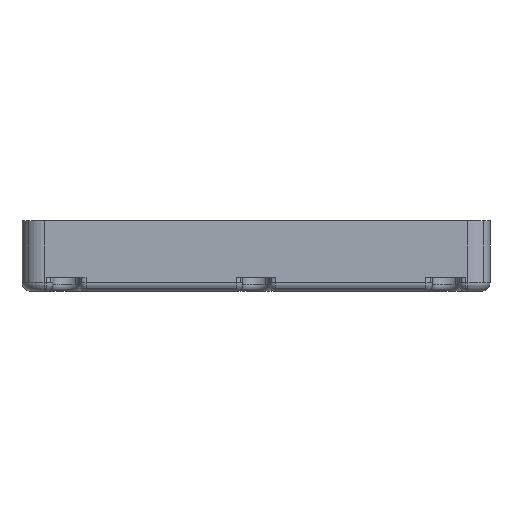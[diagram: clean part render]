
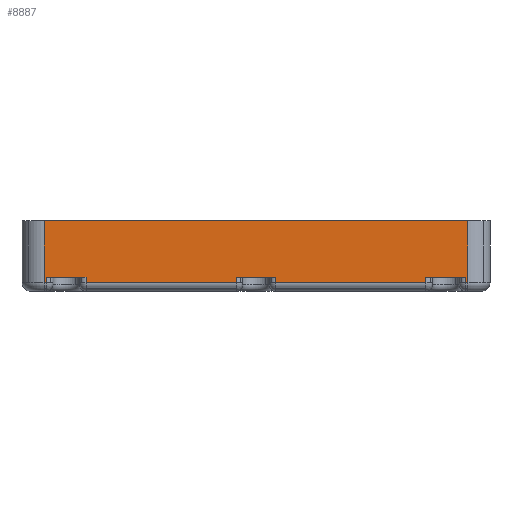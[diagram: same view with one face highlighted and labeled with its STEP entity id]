
A CAD part, left-side view. The second image highlights one B-rep face of the part: STEP entity #8887.
In plain terms, the highlighted planar face has unit normal (-1, 0, 0).
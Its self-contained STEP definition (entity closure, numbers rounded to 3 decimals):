
#73 = EDGE_CURVE ( 'NONE', #1822, #2910, #1428, .T. ) ;
#100 = CARTESIAN_POINT ( 'NONE',  ( -53., 38.5, 3.2 ) ) ;
#105 = VECTOR ( 'NONE', #3286, 1000. ) ;
#141 = CARTESIAN_POINT ( 'NONE',  ( -53., 48., 2. ) ) ;
#243 = CARTESIAN_POINT ( 'NONE',  ( -53., 4.5, 2. ) ) ;
#297 = VECTOR ( 'NONE', #11901, 1000. ) ;
#344 = DIRECTION ( 'NONE',  ( 0., -1., 0. ) ) ;
#435 = ORIENTED_EDGE ( 'NONE', *, *, #8602, .F. ) ;
#651 = ORIENTED_EDGE ( 'NONE', *, *, #3835, .F. ) ;
#808 = EDGE_CURVE ( 'NONE', #2218, #2910, #11456, .T. ) ;
#850 = DIRECTION ( 'NONE',  ( 0., -1., 0. ) ) ;
#891 = VECTOR ( 'NONE', #9018, 1000. ) ;
#1038 = DIRECTION ( 'NONE',  ( -1., 0., 0. ) ) ;
#1072 = VECTOR ( 'NONE', #8232, 1000. ) ;
#1288 = VECTOR ( 'NONE', #5307, 1000. ) ;
#1290 = DIRECTION ( 'NONE',  ( 0., 0., 1. ) ) ;
#1333 = CARTESIAN_POINT ( 'NONE',  ( -53., -4.5, 3.2 ) ) ;
#1428 = LINE ( 'NONE', #3214, #891 ) ;
#1547 = CARTESIAN_POINT ( 'NONE',  ( -53., -53., 16. ) ) ;
#1694 = CARTESIAN_POINT ( 'NONE',  ( -53., -48., 0. ) ) ;
#1784 = LINE ( 'NONE', #9308, #2488 ) ;
#1822 = VERTEX_POINT ( 'NONE', #6660 ) ;
#1883 = EDGE_LOOP ( 'NONE', ( #8794, #9078, #7368, #3522, #11989, #4343, #6030, #7068, #435, #10948, #8572, #8097, #10209, #9798, #8471, #651 ) ) ;
#1964 = CARTESIAN_POINT ( 'NONE',  ( -53., 48., 16. ) ) ;
#1967 = FACE_OUTER_BOUND ( 'NONE', #1883, .T. ) ;
#2101 = AXIS2_PLACEMENT_3D ( 'NONE', #7762, #1038, #3874 ) ;
#2177 = CARTESIAN_POINT ( 'NONE',  ( -53., 48., 0. ) ) ;
#2218 = VERTEX_POINT ( 'NONE', #6224 ) ;
#2488 = VECTOR ( 'NONE', #850, 1000. ) ;
#2493 = VERTEX_POINT ( 'NONE', #243 ) ;
#2624 = CARTESIAN_POINT ( 'NONE',  ( -53., 5., 3.2 ) ) ;
#2651 = EDGE_CURVE ( 'NONE', #10304, #8591, #3204, .T. ) ;
#2792 = VECTOR ( 'NONE', #1290, 1000. ) ;
#2910 = VERTEX_POINT ( 'NONE', #100 ) ;
#3002 = CARTESIAN_POINT ( 'NONE',  ( -53., 48., 3.2 ) ) ;
#3204 = LINE ( 'NONE', #10667, #2792 ) ;
#3214 = CARTESIAN_POINT ( 'NONE',  ( -53., 38.5, 0. ) ) ;
#3283 = CARTESIAN_POINT ( 'NONE',  ( -53., -38.5, 3.2 ) ) ;
#3286 = DIRECTION ( 'NONE',  ( 0., 0., 1. ) ) ;
#3302 = DIRECTION ( 'NONE',  ( 0., 1., 0. ) ) ;
#3351 = LINE ( 'NONE', #8223, #5639 ) ;
#3372 = VECTOR ( 'NONE', #3302, 1000. ) ;
#3522 = ORIENTED_EDGE ( 'NONE', *, *, #3814, .F. ) ;
#3676 = CARTESIAN_POINT ( 'NONE',  ( -53., 47.5, 0. ) ) ;
#3810 = LINE ( 'NONE', #4920, #11040 ) ;
#3814 = EDGE_CURVE ( 'NONE', #6989, #11883, #5115, .T. ) ;
#3826 = EDGE_CURVE ( 'NONE', #11883, #9416, #9927, .T. ) ;
#3835 = EDGE_CURVE ( 'NONE', #4076, #2493, #10916, .T. ) ;
#3874 = DIRECTION ( 'NONE',  ( 0., -1., 0. ) ) ;
#4048 = EDGE_CURVE ( 'NONE', #4076, #5522, #1784, .T. ) ;
#4076 = VERTEX_POINT ( 'NONE', #9544 ) ;
#4211 = LINE ( 'NONE', #7972, #105 ) ;
#4343 = ORIENTED_EDGE ( 'NONE', *, *, #2651, .F. ) ;
#4476 = DIRECTION ( 'NONE',  ( 0., -1., 0. ) ) ;
#4813 = EDGE_CURVE ( 'NONE', #11016, #5375, #7193, .T. ) ;
#4861 = DIRECTION ( 'NONE',  ( 0., 1., 0. ) ) ;
#4920 = CARTESIAN_POINT ( 'NONE',  ( -53., 26.5, 2. ) ) ;
#4960 = LINE ( 'NONE', #2177, #5036 ) ;
#5019 = DIRECTION ( 'NONE',  ( 0., 0., 1. ) ) ;
#5036 = VECTOR ( 'NONE', #5019, 1000. ) ;
#5115 = LINE ( 'NONE', #11841, #1288 ) ;
#5307 = DIRECTION ( 'NONE',  ( 0., 0., -1. ) ) ;
#5373 = EDGE_CURVE ( 'NONE', #2493, #1822, #3810, .T. ) ;
#5375 = VERTEX_POINT ( 'NONE', #7753 ) ;
#5384 = LINE ( 'NONE', #1547, #10170 ) ;
#5522 = VERTEX_POINT ( 'NONE', #1333 ) ;
#5620 = CARTESIAN_POINT ( 'NONE',  ( -53., -47.5, 2. ) ) ;
#5639 = VECTOR ( 'NONE', #6198, 1000. ) ;
#5655 = EDGE_CURVE ( 'NONE', #2218, #8892, #6528, .T. ) ;
#5739 = PLANE ( 'NONE',  #2101 ) ;
#6018 = EDGE_CURVE ( 'NONE', #6989, #8591, #8234, .T. ) ;
#6030 = ORIENTED_EDGE ( 'NONE', *, *, #7739, .F. ) ;
#6198 = DIRECTION ( 'NONE',  ( 0., 1., 0. ) ) ;
#6211 = CARTESIAN_POINT ( 'NONE',  ( -53., -48., 16. ) ) ;
#6224 = CARTESIAN_POINT ( 'NONE',  ( -53., 47.5, 3.2 ) ) ;
#6528 = LINE ( 'NONE', #3676, #8257 ) ;
#6660 = CARTESIAN_POINT ( 'NONE',  ( -53., 38.5, 2. ) ) ;
#6989 = VERTEX_POINT ( 'NONE', #3283 ) ;
#7031 = CARTESIAN_POINT ( 'NONE',  ( -53., 26.5, 2. ) ) ;
#7068 = ORIENTED_EDGE ( 'NONE', *, *, #4813, .F. ) ;
#7069 = CARTESIAN_POINT ( 'NONE',  ( -53., -4.5, 2. ) ) ;
#7104 = CARTESIAN_POINT ( 'NONE',  ( -53., -47.5, 3.2 ) ) ;
#7193 = LINE ( 'NONE', #1694, #1072 ) ;
#7368 = ORIENTED_EDGE ( 'NONE', *, *, #3826, .F. ) ;
#7739 = EDGE_CURVE ( 'NONE', #5375, #10304, #10893, .T. ) ;
#7753 = CARTESIAN_POINT ( 'NONE',  ( -53., -48., 2. ) ) ;
#7762 = CARTESIAN_POINT ( 'NONE',  ( -53., 53., 0. ) ) ;
#7972 = CARTESIAN_POINT ( 'NONE',  ( -53., -4.5, 0. ) ) ;
#8012 = DIRECTION ( 'NONE',  ( 0., 1., 0. ) ) ;
#8051 = EDGE_CURVE ( 'NONE', #11307, #10240, #4960, .T. ) ;
#8097 = ORIENTED_EDGE ( 'NONE', *, *, #5655, .F. ) ;
#8223 = CARTESIAN_POINT ( 'NONE',  ( -53., 26.5, 2. ) ) ;
#8228 = EDGE_CURVE ( 'NONE', #9416, #5522, #4211, .T. ) ;
#8232 = DIRECTION ( 'NONE',  ( 0., 0., -1. ) ) ;
#8234 = LINE ( 'NONE', #2624, #10906 ) ;
#8257 = VECTOR ( 'NONE', #10158, 1000. ) ;
#8271 = EDGE_CURVE ( 'NONE', #8892, #11307, #3351, .T. ) ;
#8471 = ORIENTED_EDGE ( 'NONE', *, *, #5373, .F. ) ;
#8572 = ORIENTED_EDGE ( 'NONE', *, *, #8271, .F. ) ;
#8591 = VERTEX_POINT ( 'NONE', #7104 ) ;
#8602 = EDGE_CURVE ( 'NONE', #10240, #11016, #5384, .T. ) ;
#8794 = ORIENTED_EDGE ( 'NONE', *, *, #4048, .T. ) ;
#8814 = CARTESIAN_POINT ( 'NONE',  ( -53., 4.5, 0. ) ) ;
#8887 = ADVANCED_FACE ( 'NONE', ( #1967 ), #5739, .T. ) ;
#8892 = VERTEX_POINT ( 'NONE', #11515 ) ;
#9013 = DIRECTION ( 'NONE',  ( 0., -1., 0. ) ) ;
#9018 = DIRECTION ( 'NONE',  ( 0., 0., 1. ) ) ;
#9029 = VECTOR ( 'NONE', #344, 1000. ) ;
#9078 = ORIENTED_EDGE ( 'NONE', *, *, #8228, .F. ) ;
#9308 = CARTESIAN_POINT ( 'NONE',  ( -53., 26.5, 3.2 ) ) ;
#9416 = VERTEX_POINT ( 'NONE', #7069 ) ;
#9544 = CARTESIAN_POINT ( 'NONE',  ( -53., 4.5, 3.2 ) ) ;
#9798 = ORIENTED_EDGE ( 'NONE', *, *, #73, .F. ) ;
#9927 = LINE ( 'NONE', #7031, #10947 ) ;
#10049 = CARTESIAN_POINT ( 'NONE',  ( -53., -38.5, 2. ) ) ;
#10158 = DIRECTION ( 'NONE',  ( 0., 0., -1. ) ) ;
#10170 = VECTOR ( 'NONE', #9013, 1000. ) ;
#10209 = ORIENTED_EDGE ( 'NONE', *, *, #808, .T. ) ;
#10240 = VERTEX_POINT ( 'NONE', #1964 ) ;
#10304 = VERTEX_POINT ( 'NONE', #5620 ) ;
#10667 = CARTESIAN_POINT ( 'NONE',  ( -53., -47.5, 0. ) ) ;
#10893 = LINE ( 'NONE', #11878, #3372 ) ;
#10906 = VECTOR ( 'NONE', #4476, 1000. ) ;
#10916 = LINE ( 'NONE', #8814, #297 ) ;
#10947 = VECTOR ( 'NONE', #8012, 1000. ) ;
#10948 = ORIENTED_EDGE ( 'NONE', *, *, #8051, .F. ) ;
#11016 = VERTEX_POINT ( 'NONE', #6211 ) ;
#11040 = VECTOR ( 'NONE', #4861, 1000. ) ;
#11307 = VERTEX_POINT ( 'NONE', #141 ) ;
#11456 = LINE ( 'NONE', #3002, #9029 ) ;
#11515 = CARTESIAN_POINT ( 'NONE',  ( -53., 47.5, 2. ) ) ;
#11841 = CARTESIAN_POINT ( 'NONE',  ( -53., -38.5, 0. ) ) ;
#11878 = CARTESIAN_POINT ( 'NONE',  ( -53., 26.5, 2. ) ) ;
#11883 = VERTEX_POINT ( 'NONE', #10049 ) ;
#11901 = DIRECTION ( 'NONE',  ( 0., 0., -1. ) ) ;
#11989 = ORIENTED_EDGE ( 'NONE', *, *, #6018, .T. ) ;
